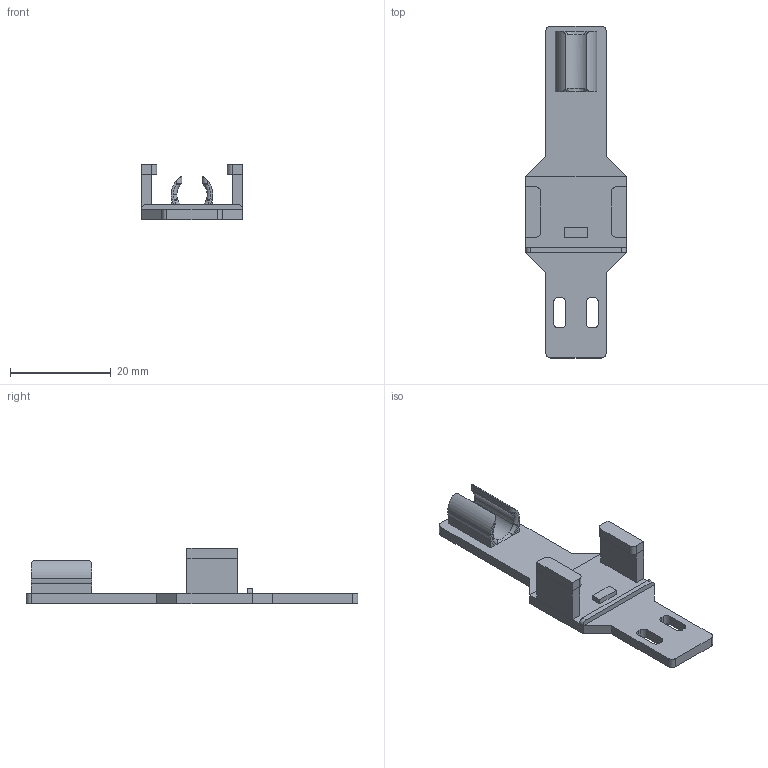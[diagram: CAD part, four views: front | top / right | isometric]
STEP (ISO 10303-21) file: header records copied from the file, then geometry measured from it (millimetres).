
FILE_DESCRIPTION(('FreeCAD Model'),'2;1');
FILE_NAME('MPX-holder_06.step','2019-10-14T18:47:11',('Author'),(''), 'Open CASCADE STEP processor 7.3','FreeCAD','Unknown');
FILE_SCHEMA(('AUTOMOTIVE_DESIGN { 1 0 10303 214 1 1 1 1 }'));
Length unit declared in the file: millimetre
Products named in the file (1): Fillet004
Bounding box: 20 x 66 x 11 mm (x, y, z)
Volume: 2468.9 mm3; surface area: 3055.5 mm2
Topology: 1 solids, 1 shells, 120 faces, 302 edges, 186 vertices
Faces by surface type: plane 71, cylinder 29, bspline 10, torus 10
Entity records: 11376 total; most frequent: CARTESIAN_POINT 5534, DIRECTION 1014, LINE 608, VECTOR 608, ORIENTED_EDGE 604, PCURVE 604, DEFINITIONAL_REPRESENTATION 604, EDGE_CURVE 302
